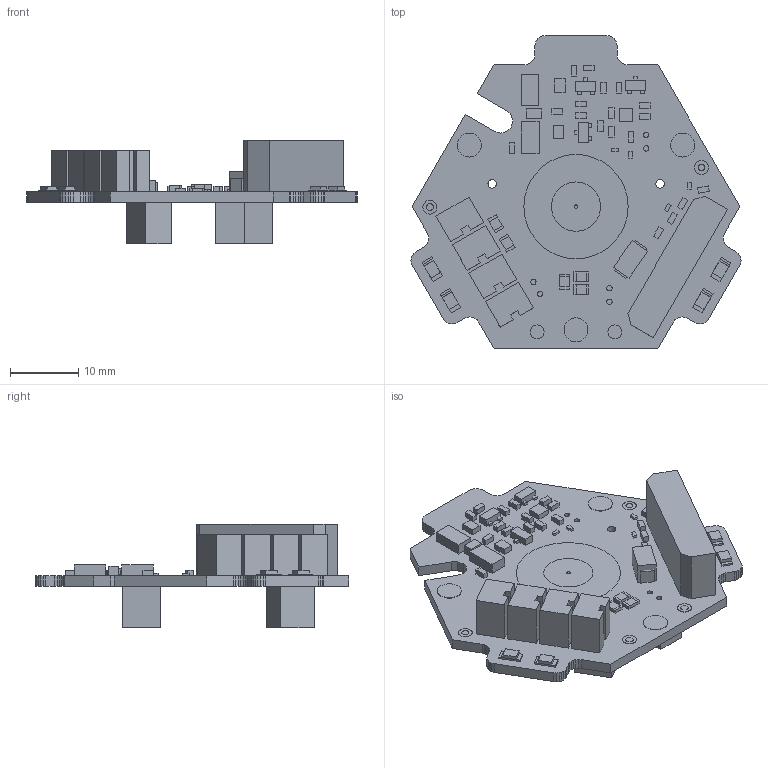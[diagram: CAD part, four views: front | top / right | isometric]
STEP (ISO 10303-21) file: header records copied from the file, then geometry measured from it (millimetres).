
FILE_DESCRIPTION(('Open CASCADE Model'),'2;1');
FILE_NAME('Open CASCADE Shape Model','2017-07-19T23:31:23',('Author'),( 'Open CASCADE'),'Open CASCADE STEP processor 6.8','Open CASCADE 6.8' ,'Unknown');
FILE_SCHEMA(('AUTOMOTIVE_DESIGN { 1 0 10303 214 1 1 1 1 }'));
Length unit declared in the file: millimetre
Products named in the file (149): PCB; Board; J8; 717907648; Extruded; J7; 1319969096; J6; 717907920; FB1; 717903024; R18; 717905200; R17; R16; 717905744; D1; 717904656; 717904520; C8; 717906560; C5; 717907512; H1; 889034784; Cylinder; 889034656; LED4; 717905608; 717905472; 717905336; LED3; 717905064; 717904928; 717904792; LED2; LED1; J3; 717905880; U2 ...
Assembly tree (193 placements, depth 4):
  PCB
    Board
    J8
      717907648
        Extruded
    J7
      1319969096
        Extruded
    J6
      717907920
        Extruded
    FB1
      717903024
        Extruded
    R18
      717905200
        Extruded
    R17
      717905200
        Extruded
    R16
      717905744
        Extruded
    D1
      717904656
        Extruded
      717904520
        Extruded
    C8
      717906560
        Extruded
    C5
      717907512
        Extruded
    H1
      889034784
        Cylinder
      889034656
        Cylinder
    LED4
      717905608
        Extruded
      717905472
        Extruded
      717905336
        Extruded
    LED3
      717905064
        Extruded
      717904928
        Extruded
      717904792
        Extruded
    LED2
      717905608
        Extruded
      717905472
        Extruded
      717905336
        Extruded
Bounding box: 48.24 x 45.77 x 15.06 mm (x, y, z)
Volume: 4345.1 mm3; surface area: 6470.8 mm2
Topology: 93 solids, 93 shells, 676 faces, 1470 edges, 980 vertices
Faces by surface type: plane 631, cylinder 45
Full cylindrical faces by diameter (mm): 0.508 x1, 0.77 x14, 1.016 x4, 1.092 x2, 1.1 x8, 1.25 x2, 2.032 x6, 3.5 x6, 7.201 x1, 15.24 x1
Entity records: 14793 total; most frequent: DIRECTION 2205, CARTESIAN_POINT 2144, ORIENTED_EDGE 1854, EDGE_CURVE 927, LINE 847, VECTOR 847, AXIS2_PLACEMENT_3D 679, VERTEX_POINT 618
